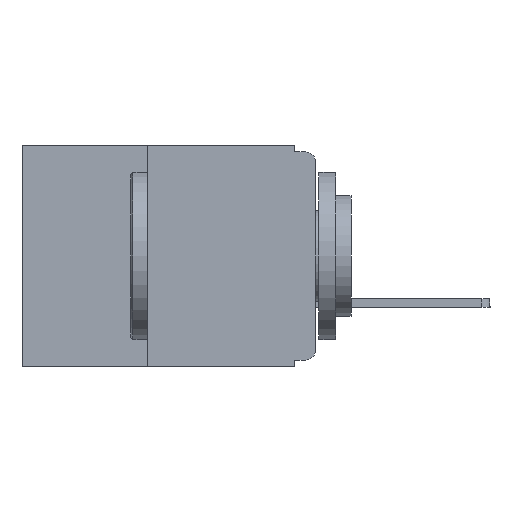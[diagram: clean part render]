
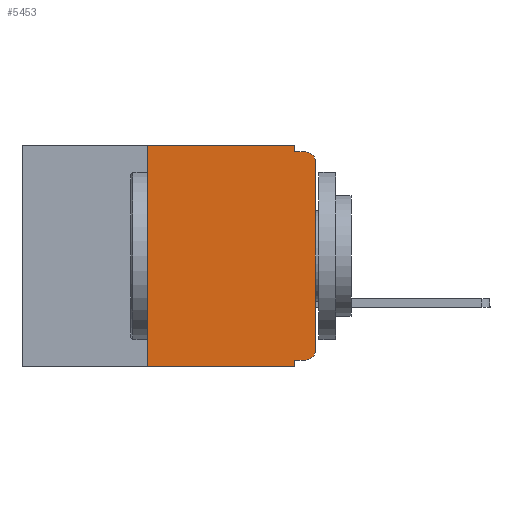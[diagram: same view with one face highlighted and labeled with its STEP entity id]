
A CAD part, left-side view. The second image highlights one B-rep face of the part: STEP entity #5453.
In plain terms, the highlighted planar face has unit normal (-1, 0, 0).
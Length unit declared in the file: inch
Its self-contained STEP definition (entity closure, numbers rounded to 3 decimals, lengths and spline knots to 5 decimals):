
#757 = VECTOR ( 'NONE', #12971, 39.37008 ) ;
#1036 = EDGE_CURVE ( 'NONE', #23822, #8051, #8856, .T. ) ;
#1212 = CARTESIAN_POINT ( 'NONE',  ( 0., 0.031, 0. ) ) ;
#1415 = AXIS2_PLACEMENT_3D ( 'NONE', #3425, #17260, #5418 ) ;
#1714 = EDGE_CURVE ( 'NONE', #8051, #21963, #12557, .T. ) ;
#2037 = CARTESIAN_POINT ( 'NONE',  ( 0., 0., -0.025 ) ) ;
#2376 = ORIENTED_EDGE ( 'NONE', *, *, #2620, .F. ) ;
#2463 = DIRECTION ( 'NONE',  ( 0., -1., 0. ) ) ;
#2620 = EDGE_CURVE ( 'NONE', #20151, #19239, #6007, .T. ) ;
#2673 = AXIS2_PLACEMENT_3D ( 'NONE', #15335, #11440, #25152 ) ;
#2923 = DIRECTION ( 'NONE',  ( 0., 0., 1. ) ) ;
#3425 = CARTESIAN_POINT ( 'NONE',  ( 0., 0.015, -0.305 ) ) ;
#3647 = CIRCLE ( 'NONE', #1415, 0.015 ) ;
#3841 = CIRCLE ( 'NONE', #4163, 0.015 ) ;
#4163 = AXIS2_PLACEMENT_3D ( 'NONE', #8382, #22155, #10388 ) ;
#4748 = CARTESIAN_POINT ( 'NONE',  ( 0., 0.25, -0.33 ) ) ;
#5163 = LINE ( 'NONE', #14296, #15687 ) ;
#5166 = DIRECTION ( 'NONE',  ( 0., 0., -1. ) ) ;
#5418 = DIRECTION ( 'NONE',  ( 0., 0., -1. ) ) ;
#5453 = ADVANCED_FACE ( 'NONE', ( #20022 ), #9439, .F. ) ;
#5623 = DIRECTION ( 'NONE',  ( 0., 1., 0. ) ) ;
#5857 = VECTOR ( 'NONE', #15619, 39.37008 ) ;
#6007 = LINE ( 'NONE', #23178, #757 ) ;
#6559 = ORIENTED_EDGE ( 'NONE', *, *, #1036, .F. ) ;
#6874 = EDGE_CURVE ( 'NONE', #19386, #21902, #5163, .T. ) ;
#7402 = CARTESIAN_POINT ( 'NONE',  ( 0., 0., -0.305 ) ) ;
#7821 = ORIENTED_EDGE ( 'NONE', *, *, #1714, .F. ) ;
#8051 = VERTEX_POINT ( 'NONE', #16330 ) ;
#8237 = VECTOR ( 'NONE', #2923, 39.37008 ) ;
#8382 = CARTESIAN_POINT ( 'NONE',  ( 0., 0.015, -0.025 ) ) ;
#8850 = ORIENTED_EDGE ( 'NONE', *, *, #12620, .T. ) ;
#8856 = LINE ( 'NONE', #4748, #8237 ) ;
#9439 = PLANE ( 'NONE',  #2673 ) ;
#9587 = VECTOR ( 'NONE', #5166, 39.37008 ) ;
#10388 = DIRECTION ( 'NONE',  ( 0., 0., -1. ) ) ;
#10596 = EDGE_CURVE ( 'NONE', #21963, #19386, #15474, .T. ) ;
#10919 = LINE ( 'NONE', #18223, #24729 ) ;
#11116 = LINE ( 'NONE', #19474, #5857 ) ;
#11440 = DIRECTION ( 'NONE',  ( 1., 0., 0. ) ) ;
#11820 = VECTOR ( 'NONE', #5623, 39.37008 ) ;
#11980 = ORIENTED_EDGE ( 'NONE', *, *, #10596, .F. ) ;
#12184 = VERTEX_POINT ( 'NONE', #23593 ) ;
#12303 = DIRECTION ( 'NONE',  ( 0., 0., 1. ) ) ;
#12557 = LINE ( 'NONE', #20017, #22970 ) ;
#12620 = EDGE_CURVE ( 'NONE', #12184, #18827, #3647, .T. ) ;
#12677 = CARTESIAN_POINT ( 'NONE',  ( 0., 0.031, -0.33 ) ) ;
#12971 = DIRECTION ( 'NONE',  ( 0., 0., -1. ) ) ;
#13087 = CARTESIAN_POINT ( 'NONE',  ( 0., 0.031, -0.01 ) ) ;
#13351 = CARTESIAN_POINT ( 'NONE',  ( 0., 0.015, -0.01 ) ) ;
#13571 = ORIENTED_EDGE ( 'NONE', *, *, #19802, .T. ) ;
#13597 = EDGE_CURVE ( 'NONE', #18827, #15829, #10919, .T. ) ;
#13709 = ORIENTED_EDGE ( 'NONE', *, *, #23201, .T. ) ;
#13726 = ORIENTED_EDGE ( 'NONE', *, *, #20784, .F. ) ;
#14296 = CARTESIAN_POINT ( 'NONE',  ( 0., 0., -0.01 ) ) ;
#15335 = CARTESIAN_POINT ( 'NONE',  ( 0., 0.437, 0. ) ) ;
#15474 = LINE ( 'NONE', #1212, #9587 ) ;
#15481 = CARTESIAN_POINT ( 'NONE',  ( 0., 0., -0.32 ) ) ;
#15619 = DIRECTION ( 'NONE',  ( 0., -1., 0. ) ) ;
#15687 = VECTOR ( 'NONE', #2463, 39.37008 ) ;
#15829 = VERTEX_POINT ( 'NONE', #2037 ) ;
#15844 = LINE ( 'NONE', #15481, #11820 ) ;
#16330 = CARTESIAN_POINT ( 'NONE',  ( 0., 0.25, 0. ) ) ;
#17260 = DIRECTION ( 'NONE',  ( -1., 0., 0. ) ) ;
#18223 = CARTESIAN_POINT ( 'NONE',  ( 0., 0., 0. ) ) ;
#18272 = CARTESIAN_POINT ( 'NONE',  ( 0., 0.25, -0.33 ) ) ;
#18827 = VERTEX_POINT ( 'NONE', #7402 ) ;
#19239 = VERTEX_POINT ( 'NONE', #12677 ) ;
#19386 = VERTEX_POINT ( 'NONE', #13087 ) ;
#19474 = CARTESIAN_POINT ( 'NONE',  ( 0., 0.437, -0.33 ) ) ;
#19802 = EDGE_CURVE ( 'NONE', #15829, #21902, #3841, .T. ) ;
#20017 = CARTESIAN_POINT ( 'NONE',  ( 0., 0.437, 0. ) ) ;
#20022 = FACE_OUTER_BOUND ( 'NONE', #21976, .T. ) ;
#20151 = VERTEX_POINT ( 'NONE', #25209 ) ;
#20778 = DIRECTION ( 'NONE',  ( 0., -1., 0. ) ) ;
#20784 = EDGE_CURVE ( 'NONE', #12184, #20151, #15844, .T. ) ;
#21375 = ORIENTED_EDGE ( 'NONE', *, *, #13597, .T. ) ;
#21486 = CARTESIAN_POINT ( 'NONE',  ( 0., 0.031, 0. ) ) ;
#21902 = VERTEX_POINT ( 'NONE', #13351 ) ;
#21963 = VERTEX_POINT ( 'NONE', #21486 ) ;
#21976 = EDGE_LOOP ( 'NONE', ( #21375, #13571, #24317, #11980, #7821, #6559, #13709, #2376, #13726, #8850 ) ) ;
#22155 = DIRECTION ( 'NONE',  ( -1., 0., 0. ) ) ;
#22970 = VECTOR ( 'NONE', #20778, 39.37008 ) ;
#23178 = CARTESIAN_POINT ( 'NONE',  ( 0., 0.031, -0.33 ) ) ;
#23201 = EDGE_CURVE ( 'NONE', #23822, #19239, #11116, .T. ) ;
#23593 = CARTESIAN_POINT ( 'NONE',  ( 0., 0.015, -0.32 ) ) ;
#23822 = VERTEX_POINT ( 'NONE', #18272 ) ;
#24317 = ORIENTED_EDGE ( 'NONE', *, *, #6874, .F. ) ;
#24729 = VECTOR ( 'NONE', #12303, 39.37008 ) ;
#25152 = DIRECTION ( 'NONE',  ( 0., 0., -1. ) ) ;
#25209 = CARTESIAN_POINT ( 'NONE',  ( 0., 0.031, -0.32 ) ) ;
